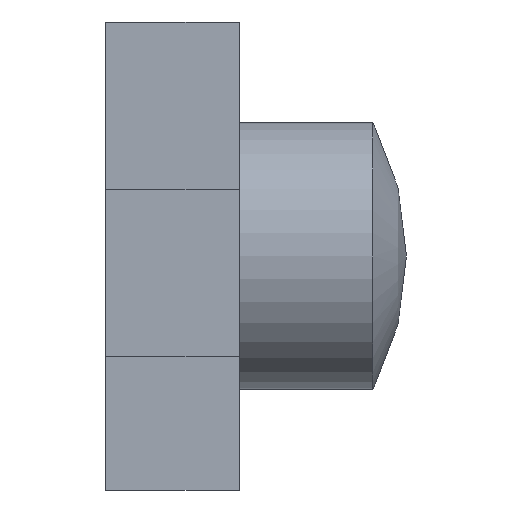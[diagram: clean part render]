
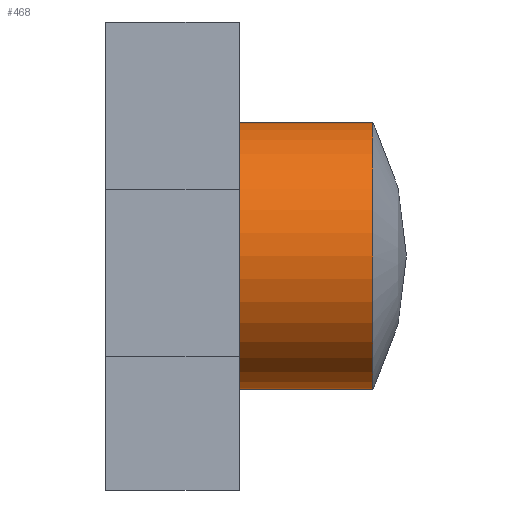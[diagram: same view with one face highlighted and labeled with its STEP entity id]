
A CAD part, left-side view. The second image highlights one B-rep face of the part: STEP entity #468.
In plain terms, the highlighted cylindrical face has radius 2 mm (diameter 4 mm), a partial arc.
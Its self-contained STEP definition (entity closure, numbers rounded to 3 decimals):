
#9 = LINE ( 'NONE', #53, #224 ) ;
#13 = EDGE_CURVE ( 'NONE', #70, #485, #272, .T. ) ;
#36 = DIRECTION ( 'NONE',  ( 0., 0., 1. ) ) ;
#53 = CARTESIAN_POINT ( 'NONE',  ( 0., -4., -2. ) ) ;
#67 = VERTEX_POINT ( 'NONE', #425 ) ;
#70 = VERTEX_POINT ( 'NONE', #378 ) ;
#75 = AXIS2_PLACEMENT_3D ( 'NONE', #286, #139, #580 ) ;
#126 = DIRECTION ( 'NONE',  ( 0., 0., 1. ) ) ;
#128 = ORIENTED_EDGE ( 'NONE', *, *, #223, .F. ) ;
#135 = CARTESIAN_POINT ( 'NONE',  ( 0., -2., 0. ) ) ;
#139 = DIRECTION ( 'NONE',  ( 0., -1., 0. ) ) ;
#142 = DIRECTION ( 'NONE',  ( 0., 1., 0. ) ) ;
#145 = FACE_OUTER_BOUND ( 'NONE', #399, .T. ) ;
#175 = DIRECTION ( 'NONE',  ( 0., -1., 0. ) ) ;
#194 = VERTEX_POINT ( 'NONE', #380 ) ;
#212 = ORIENTED_EDGE ( 'NONE', *, *, #13, .T. ) ;
#217 = EDGE_CURVE ( 'NONE', #194, #67, #366, .T. ) ;
#223 = EDGE_CURVE ( 'NONE', #67, #485, #9, .T. ) ;
#224 = VECTOR ( 'NONE', #431, 1000. ) ;
#238 = CYLINDRICAL_SURFACE ( 'NONE', #457, 2. ) ;
#245 = EDGE_CURVE ( 'NONE', #194, #70, #344, .T. ) ;
#272 = CIRCLE ( 'NONE', #439, 2. ) ;
#286 = CARTESIAN_POINT ( 'NONE',  ( 0., -4., 0. ) ) ;
#291 = ORIENTED_EDGE ( 'NONE', *, *, #217, .F. ) ;
#344 = LINE ( 'NONE', #543, #574 ) ;
#366 = CIRCLE ( 'NONE', #75, 2. ) ;
#378 = CARTESIAN_POINT ( 'NONE',  ( 0., -2., 2. ) ) ;
#379 = DIRECTION ( 'NONE',  ( 0., 1., 0. ) ) ;
#380 = CARTESIAN_POINT ( 'NONE',  ( 0., -4., 2. ) ) ;
#395 = ORIENTED_EDGE ( 'NONE', *, *, #245, .T. ) ;
#399 = EDGE_LOOP ( 'NONE', ( #128, #291, #395, #212 ) ) ;
#425 = CARTESIAN_POINT ( 'NONE',  ( 0., -4., -2. ) ) ;
#431 = DIRECTION ( 'NONE',  ( 0., 1., 0. ) ) ;
#439 = AXIS2_PLACEMENT_3D ( 'NONE', #135, #175, #126 ) ;
#457 = AXIS2_PLACEMENT_3D ( 'NONE', #575, #379, #36 ) ;
#468 = ADVANCED_FACE ( 'NONE', ( #145 ), #238, .T. ) ;
#485 = VERTEX_POINT ( 'NONE', #534 ) ;
#534 = CARTESIAN_POINT ( 'NONE',  ( 0., -2., -2. ) ) ;
#543 = CARTESIAN_POINT ( 'NONE',  ( 0., -4., 2. ) ) ;
#574 = VECTOR ( 'NONE', #142, 1000. ) ;
#575 = CARTESIAN_POINT ( 'NONE',  ( 0., -4., 0. ) ) ;
#580 = DIRECTION ( 'NONE',  ( 0., 0., -1. ) ) ;
